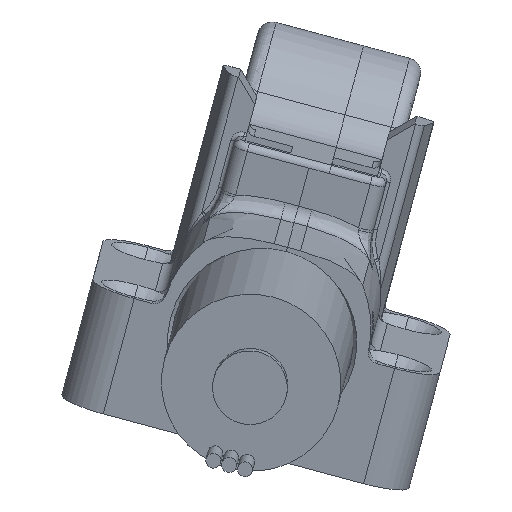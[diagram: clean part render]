
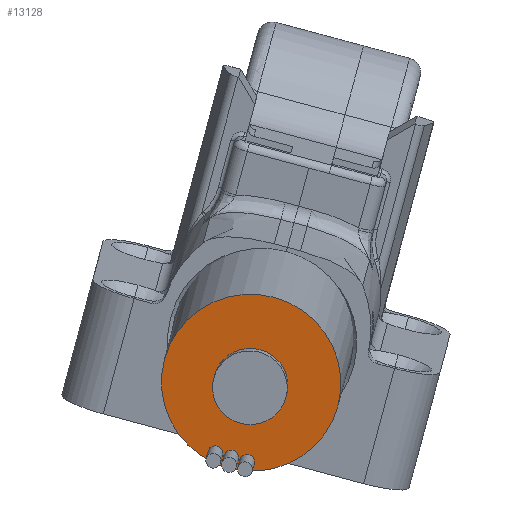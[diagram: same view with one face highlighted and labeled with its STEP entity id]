
A CAD part, left-side view. The second image highlights one B-rep face of the part: STEP entity #13128.
In plain terms, the highlighted face is planar.
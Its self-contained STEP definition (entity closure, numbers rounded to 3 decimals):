
#241 = VERTEX_POINT ( 'NONE', #8066 ) ;
#262 = CARTESIAN_POINT ( 'NONE',  ( 0.75, 0., -36.4 ) ) ;
#799 = DIRECTION ( 'NONE',  ( 0., 0., -1. ) ) ;
#996 = CARTESIAN_POINT ( 'NONE',  ( -6., 0., -36.4 ) ) ;
#1228 = DIRECTION ( 'NONE',  ( -1., 0., 0. ) ) ;
#1282 = FACE_BOUND ( 'NONE', #3857, .T. ) ;
#1352 = EDGE_LOOP ( 'NONE', ( #9921, #5570 ) ) ;
#1372 = FACE_BOUND ( 'NONE', #5443, .T. ) ;
#1510 = DIRECTION ( 'NONE',  ( -1., 0., 0. ) ) ;
#1638 = DIRECTION ( 'NONE',  ( 0., 0., -1. ) ) ;
#1725 = VERTEX_POINT ( 'NONE', #996 ) ;
#2044 = VERTEX_POINT ( 'NONE', #4164 ) ;
#2085 = AXIS2_PLACEMENT_3D ( 'NONE', #9216, #2983, #11632 ) ;
#2139 = EDGE_CURVE ( 'NONE', #9379, #5752, #8006, .T. ) ;
#2310 = DIRECTION ( 'NONE',  ( 1., 0., 0. ) ) ;
#2509 = FACE_OUTER_BOUND ( 'NONE', #1352, .T. ) ;
#2526 = EDGE_CURVE ( 'NONE', #13662, #15288, #15392, .T. ) ;
#2543 = CARTESIAN_POINT ( 'NONE',  ( 0., 0., -36.4 ) ) ;
#2695 = DIRECTION ( 'NONE',  ( 0., 0., -1. ) ) ;
#2711 = CARTESIAN_POINT ( 'NONE',  ( 0., 5.25, -36.4 ) ) ;
#2983 = DIRECTION ( 'NONE',  ( 0., 0., -1. ) ) ;
#3857 = EDGE_LOOP ( 'NONE', ( #14241, #8964 ) ) ;
#4148 = CARTESIAN_POINT ( 'NONE',  ( 1.6, 5.25, -36.4 ) ) ;
#4164 = CARTESIAN_POINT ( 'NONE',  ( -0.6, 5.25, -36.4 ) ) ;
#4241 = ORIENTED_EDGE ( 'NONE', *, *, #8751, .F. ) ;
#4285 = CARTESIAN_POINT ( 'NONE',  ( 0., 5.25, -36.4 ) ) ;
#4464 = CIRCLE ( 'NONE', #15242, 6. ) ;
#4801 = ORIENTED_EDGE ( 'NONE', *, *, #15801, .F. ) ;
#5443 = EDGE_LOOP ( 'NONE', ( #9602, #11028 ) ) ;
#5570 = ORIENTED_EDGE ( 'NONE', *, *, #8594, .F. ) ;
#5752 = VERTEX_POINT ( 'NONE', #262 ) ;
#5754 = EDGE_LOOP ( 'NONE', ( #4801, #4241 ) ) ;
#5833 = AXIS2_PLACEMENT_3D ( 'NONE', #2543, #7563, #2310 ) ;
#6177 = EDGE_CURVE ( 'NONE', #12059, #1725, #4464, .T. ) ;
#6539 = CARTESIAN_POINT ( 'NONE',  ( 6., 0., -36.4 ) ) ;
#6733 = CARTESIAN_POINT ( 'NONE',  ( 0.6, 5.25, -36.4 ) ) ;
#6951 = ORIENTED_EDGE ( 'NONE', *, *, #2139, .F. ) ;
#7404 = AXIS2_PLACEMENT_3D ( 'NONE', #7730, #11690, #9034 ) ;
#7530 = DIRECTION ( 'NONE',  ( -1., 0., 0. ) ) ;
#7563 = DIRECTION ( 'NONE',  ( 0., 0., 1. ) ) ;
#7577 = CIRCLE ( 'NONE', #9167, 0.5 ) ;
#7730 = CARTESIAN_POINT ( 'NONE',  ( -1.1, 5.25, -36.4 ) ) ;
#7769 = FACE_BOUND ( 'NONE', #12846, .T. ) ;
#7851 = DIRECTION ( 'NONE',  ( 0., 0., 1. ) ) ;
#8006 = CIRCLE ( 'NONE', #10384, 0.75 ) ;
#8066 = CARTESIAN_POINT ( 'NONE',  ( 0.5, 5.25, -36.4 ) ) ;
#8426 = CIRCLE ( 'NONE', #7404, 0.5 ) ;
#8531 = AXIS2_PLACEMENT_3D ( 'NONE', #10819, #799, #13632 ) ;
#8552 = DIRECTION ( 'NONE',  ( -1., 0., 0. ) ) ;
#8594 = EDGE_CURVE ( 'NONE', #1725, #12059, #10047, .T. ) ;
#8628 = VERTEX_POINT ( 'NONE', #9959 ) ;
#8644 = CIRCLE ( 'NONE', #2085, 0.5 ) ;
#8751 = EDGE_CURVE ( 'NONE', #2044, #14891, #8426, .T. ) ;
#8837 = FACE_BOUND ( 'NONE', #5754, .T. ) ;
#8910 = AXIS2_PLACEMENT_3D ( 'NONE', #6539, #11573, #7530 ) ;
#8964 = ORIENTED_EDGE ( 'NONE', *, *, #2526, .F. ) ;
#9034 = DIRECTION ( 'NONE',  ( -1., 0., 0. ) ) ;
#9167 = AXIS2_PLACEMENT_3D ( 'NONE', #4285, #1638, #12824 ) ;
#9216 = CARTESIAN_POINT ( 'NONE',  ( 1.1, 5.25, -36.4 ) ) ;
#9379 = VERTEX_POINT ( 'NONE', #14521 ) ;
#9521 = EDGE_CURVE ( 'NONE', #241, #8628, #12371, .T. ) ;
#9602 = ORIENTED_EDGE ( 'NONE', *, *, #13488, .F. ) ;
#9640 = AXIS2_PLACEMENT_3D ( 'NONE', #10031, #2695, #15061 ) ;
#9921 = ORIENTED_EDGE ( 'NONE', *, *, #6177, .F. ) ;
#9959 = CARTESIAN_POINT ( 'NONE',  ( -0.5, 5.25, -36.4 ) ) ;
#9980 = AXIS2_PLACEMENT_3D ( 'NONE', #11669, #12490, #1228 ) ;
#10031 = CARTESIAN_POINT ( 'NONE',  ( -1.1, 5.25, -36.4 ) ) ;
#10047 = CIRCLE ( 'NONE', #5833, 6. ) ;
#10384 = AXIS2_PLACEMENT_3D ( 'NONE', #11661, #12795, #1510 ) ;
#10412 = ORIENTED_EDGE ( 'NONE', *, *, #14540, .F. ) ;
#10551 = AXIS2_PLACEMENT_3D ( 'NONE', #2711, #15994, #8552 ) ;
#10819 = CARTESIAN_POINT ( 'NONE',  ( 1.1, 5.25, -36.4 ) ) ;
#11028 = ORIENTED_EDGE ( 'NONE', *, *, #9521, .F. ) ;
#11330 = PLANE ( 'NONE',  #8910 ) ;
#11573 = DIRECTION ( 'NONE',  ( 0., 0., -1. ) ) ;
#11632 = DIRECTION ( 'NONE',  ( -1., 0., 0. ) ) ;
#11661 = CARTESIAN_POINT ( 'NONE',  ( 0., 0., -36.4 ) ) ;
#11669 = CARTESIAN_POINT ( 'NONE',  ( 0., 0., -36.4 ) ) ;
#11690 = DIRECTION ( 'NONE',  ( 0., 0., -1. ) ) ;
#11749 = CARTESIAN_POINT ( 'NONE',  ( 0., 0., -36.4 ) ) ;
#11820 = CIRCLE ( 'NONE', #9980, 0.75 ) ;
#12059 = VERTEX_POINT ( 'NONE', #14116 ) ;
#12371 = CIRCLE ( 'NONE', #10551, 0.5 ) ;
#12490 = DIRECTION ( 'NONE',  ( 0., 0., -1. ) ) ;
#12795 = DIRECTION ( 'NONE',  ( 0., 0., -1. ) ) ;
#12824 = DIRECTION ( 'NONE',  ( -1., 0., 0. ) ) ;
#12846 = EDGE_LOOP ( 'NONE', ( #10412, #6951 ) ) ;
#13128 = ADVANCED_FACE ( 'NONE', ( #7769, #1372, #1282, #8837, #2509 ), #11330, .T. ) ;
#13488 = EDGE_CURVE ( 'NONE', #8628, #241, #7577, .T. ) ;
#13632 = DIRECTION ( 'NONE',  ( -1., 0., 0. ) ) ;
#13662 = VERTEX_POINT ( 'NONE', #4148 ) ;
#14116 = CARTESIAN_POINT ( 'NONE',  ( 6., 0., -36.4 ) ) ;
#14241 = ORIENTED_EDGE ( 'NONE', *, *, #14924, .F. ) ;
#14342 = CARTESIAN_POINT ( 'NONE',  ( -1.6, 5.25, -36.4 ) ) ;
#14521 = CARTESIAN_POINT ( 'NONE',  ( -0.75, 0., -36.4 ) ) ;
#14540 = EDGE_CURVE ( 'NONE', #5752, #9379, #11820, .T. ) ;
#14891 = VERTEX_POINT ( 'NONE', #14342 ) ;
#14921 = CIRCLE ( 'NONE', #9640, 0.5 ) ;
#14924 = EDGE_CURVE ( 'NONE', #15288, #13662, #8644, .T. ) ;
#15061 = DIRECTION ( 'NONE',  ( -1., 0., 0. ) ) ;
#15242 = AXIS2_PLACEMENT_3D ( 'NONE', #11749, #7851, #15607 ) ;
#15288 = VERTEX_POINT ( 'NONE', #6733 ) ;
#15392 = CIRCLE ( 'NONE', #8531, 0.5 ) ;
#15607 = DIRECTION ( 'NONE',  ( 1., 0., 0. ) ) ;
#15801 = EDGE_CURVE ( 'NONE', #14891, #2044, #14921, .T. ) ;
#15994 = DIRECTION ( 'NONE',  ( 0., 0., -1. ) ) ;
